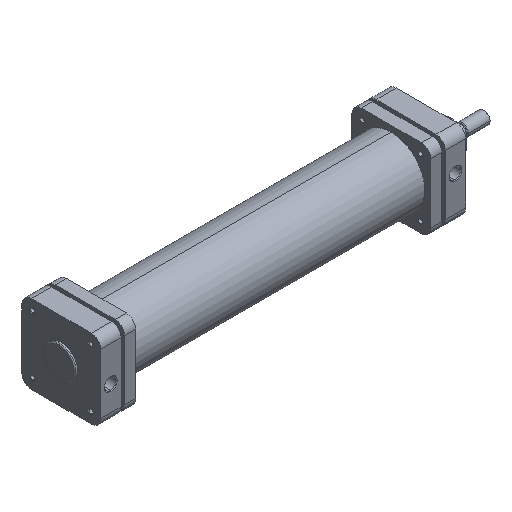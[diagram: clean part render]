
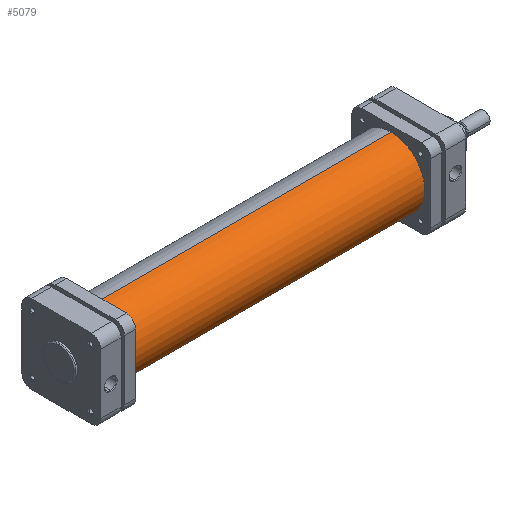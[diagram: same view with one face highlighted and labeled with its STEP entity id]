
A CAD part, isometric view. The second image highlights one B-rep face of the part: STEP entity #5079.
In plain terms, the highlighted cylindrical face has radius 53.5 mm (diameter 107 mm), a partial arc.
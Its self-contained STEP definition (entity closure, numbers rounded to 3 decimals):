
#149 = VECTOR ( 'NONE', #2469, 1000. ) ;
#181 = VECTOR ( 'NONE', #2465, 1000. ) ;
#187 = LINE ( 'NONE', #2455, #149 ) ;
#188 = CIRCLE ( 'NONE', #1517, 53.5 ) ;
#194 = LINE ( 'NONE', #2458, #181 ) ;
#210 = CIRCLE ( 'NONE', #1521, 53.5 ) ;
#543 = ORIENTED_EDGE ( 'NONE', *, *, #1215, .T. ) ;
#544 = ORIENTED_EDGE ( 'NONE', *, *, #1210, .T. ) ;
#545 = ORIENTED_EDGE ( 'NONE', *, *, #1213, .F. ) ;
#546 = ORIENTED_EDGE ( 'NONE', *, *, #1208, .F. ) ;
#1208 = EDGE_CURVE ( 'NONE', #2102, #2108, #194, .T. ) ;
#1210 = EDGE_CURVE ( 'NONE', #2105, #2107, #187, .T. ) ;
#1213 = EDGE_CURVE ( 'NONE', #2105, #2102, #188, .T. ) ;
#1215 = EDGE_CURVE ( 'NONE', #2107, #2108, #210, .T. ) ;
#1517 = AXIS2_PLACEMENT_3D ( 'NONE', #2475, #2477, #2478 ) ;
#1521 = AXIS2_PLACEMENT_3D ( 'NONE', #2476, #2483, #2484 ) ;
#1768 = AXIS2_PLACEMENT_3D ( 'NONE', #4422, #4421, #4420 ) ;
#2102 = VERTEX_POINT ( 'NONE', #3983 ) ;
#2105 = VERTEX_POINT ( 'NONE', #3986 ) ;
#2107 = VERTEX_POINT ( 'NONE', #3988 ) ;
#2108 = VERTEX_POINT ( 'NONE', #3989 ) ;
#2455 = CARTESIAN_POINT ( 'NONE',  ( -53.5, 0., 519. ) ) ;
#2458 = CARTESIAN_POINT ( 'NONE',  ( 53.5, 0., 519. ) ) ;
#2465 = DIRECTION ( 'NONE',  ( 0., 0., -1. ) ) ;
#2469 = DIRECTION ( 'NONE',  ( 0., 0., -1. ) ) ;
#2475 = CARTESIAN_POINT ( 'NONE',  ( 0., 0., 519. ) ) ;
#2476 = CARTESIAN_POINT ( 'NONE',  ( 0., 0., 0. ) ) ;
#2477 = DIRECTION ( 'NONE',  ( 0., 0., 1. ) ) ;
#2478 = DIRECTION ( 'NONE',  ( 1., 0., 0. ) ) ;
#2483 = DIRECTION ( 'NONE',  ( 0., 0., 1. ) ) ;
#2484 = DIRECTION ( 'NONE',  ( 1., 0., 0. ) ) ;
#3615 = FACE_OUTER_BOUND ( 'NONE', #4905, .T. ) ;
#3618 = CYLINDRICAL_SURFACE ( 'NONE', #1768, 53.5 ) ;
#3983 = CARTESIAN_POINT ( 'NONE',  ( 53.5, 0., 519. ) ) ;
#3986 = CARTESIAN_POINT ( 'NONE',  ( -53.5, 0., 519. ) ) ;
#3988 = CARTESIAN_POINT ( 'NONE',  ( -53.5, 0., 0. ) ) ;
#3989 = CARTESIAN_POINT ( 'NONE',  ( 53.5, 0., 0. ) ) ;
#4420 = DIRECTION ( 'NONE',  ( -1., 0., 0. ) ) ;
#4421 = DIRECTION ( 'NONE',  ( 0., 0., -1. ) ) ;
#4422 = CARTESIAN_POINT ( 'NONE',  ( 0., 0., 519. ) ) ;
#4905 = EDGE_LOOP ( 'NONE', ( #546, #545, #544, #543 ) ) ;
#5079 = ADVANCED_FACE ( 'NONE', ( #3615 ), #3618, .T. ) ;
